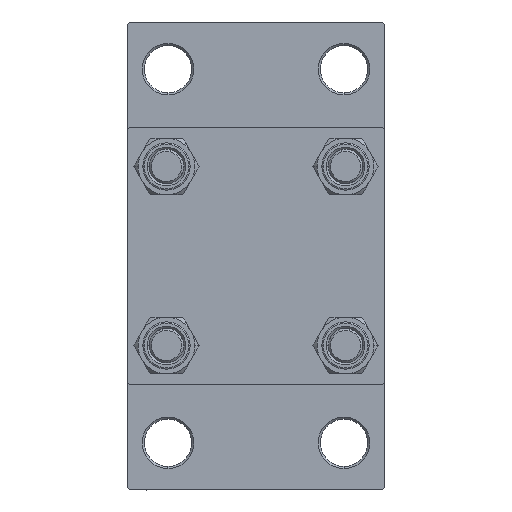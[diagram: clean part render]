
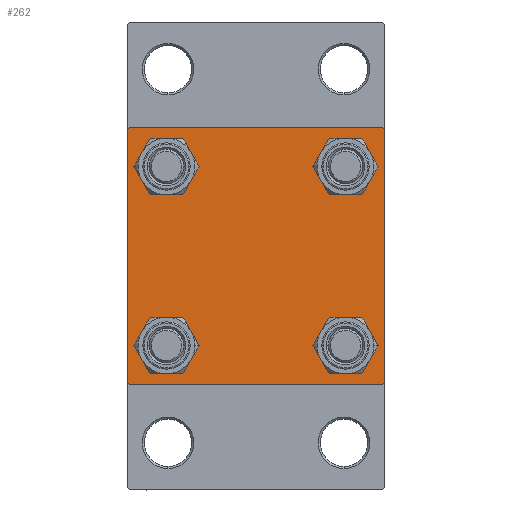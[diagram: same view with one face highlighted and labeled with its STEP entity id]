
A CAD part, left-side view. The second image highlights one B-rep face of the part: STEP entity #262.
In plain terms, the highlighted planar face has unit normal (-1, 0, 0).
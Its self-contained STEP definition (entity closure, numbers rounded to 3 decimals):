
#262 = ADVANCED_FACE ( 'NONE', ( #11659, #27082, #42505, #23284, #38713 ), #4065, .T. ) ;
#1207 = DIRECTION ( 'NONE',  ( 1., 0., 0. ) ) ;
#2203 = LINE ( 'NONE', #39917, #21297 ) ;
#2336 = CIRCLE ( 'NONE', #5548, 4.5 ) ;
#2622 = DIRECTION ( 'NONE',  ( 0., 0., 1. ) ) ;
#3075 = DIRECTION ( 'NONE',  ( 0., 0.707, -0.707 ) ) ;
#3220 = VECTOR ( 'NONE', #3075, 1000. ) ;
#3514 = EDGE_CURVE ( 'NONE', #8728, #18400, #32167, .T. ) ;
#3584 = EDGE_LOOP ( 'NONE', ( #39136, #16550, #8718, #11600, #10727, #16141, #35260, #43633 ) ) ;
#3608 = CIRCLE ( 'NONE', #28677, 4.5 ) ;
#4048 = EDGE_CURVE ( 'NONE', #12284, #39756, #7981, .T. ) ;
#4065 = PLANE ( 'NONE',  #7845 ) ;
#4374 = EDGE_CURVE ( 'NONE', #17137, #43610, #43527, .T. ) ;
#4807 = CIRCLE ( 'NONE', #41933, 4.5 ) ;
#5148 = CARTESIAN_POINT ( 'NONE',  ( 0., -20.85, 16.35 ) ) ;
#5316 = CARTESIAN_POINT ( 'NONE',  ( 0., -20.85, 20.85 ) ) ;
#5373 = ORIENTED_EDGE ( 'NONE', *, *, #41244, .T. ) ;
#5462 = CARTESIAN_POINT ( 'NONE',  ( 0., -30., 29.5 ) ) ;
#5548 = AXIS2_PLACEMENT_3D ( 'NONE', #43580, #47383, #17034 ) ;
#5826 = VECTOR ( 'NONE', #12438, 1000. ) ;
#5981 = CARTESIAN_POINT ( 'NONE',  ( 0., 29.5, 30. ) ) ;
#6230 = EDGE_CURVE ( 'NONE', #34095, #8728, #37981, .T. ) ;
#6940 = ORIENTED_EDGE ( 'NONE', *, *, #20398, .T. ) ;
#7079 = VERTEX_POINT ( 'NONE', #40844 ) ;
#7845 = AXIS2_PLACEMENT_3D ( 'NONE', #46052, #27337, #19507 ) ;
#7907 = CARTESIAN_POINT ( 'NONE',  ( 0., -20.85, -20.85 ) ) ;
#7981 = CIRCLE ( 'NONE', #46779, 4.5 ) ;
#8130 = CARTESIAN_POINT ( 'NONE',  ( 0., 29.75, -29.75 ) ) ;
#8650 = VERTEX_POINT ( 'NONE', #17992 ) ;
#8718 = ORIENTED_EDGE ( 'NONE', *, *, #20936, .T. ) ;
#8728 = VERTEX_POINT ( 'NONE', #43933 ) ;
#9071 = LINE ( 'NONE', #24502, #31088 ) ;
#9261 = AXIS2_PLACEMENT_3D ( 'NONE', #27581, #46033, #14939 ) ;
#9891 = ORIENTED_EDGE ( 'NONE', *, *, #4374, .T. ) ;
#10440 = ORIENTED_EDGE ( 'NONE', *, *, #27402, .T. ) ;
#10604 = VECTOR ( 'NONE', #41656, 1000. ) ;
#10727 = ORIENTED_EDGE ( 'NONE', *, *, #12479, .F. ) ;
#10884 = CIRCLE ( 'NONE', #44785, 4.5 ) ;
#11564 = LINE ( 'NONE', #15350, #46104 ) ;
#11600 = ORIENTED_EDGE ( 'NONE', *, *, #24543, .T. ) ;
#11659 = FACE_BOUND ( 'NONE', #12891, .T. ) ;
#11936 = EDGE_LOOP ( 'NONE', ( #39942, #5373 ) ) ;
#12032 = VERTEX_POINT ( 'NONE', #5148 ) ;
#12284 = VERTEX_POINT ( 'NONE', #22811 ) ;
#12289 = CARTESIAN_POINT ( 'NONE',  ( 0., -20.85, 25.35 ) ) ;
#12438 = DIRECTION ( 'NONE',  ( 0., -0.707, -0.707 ) ) ;
#12479 = EDGE_CURVE ( 'NONE', #37923, #7079, #14358, .T. ) ;
#12608 = DIRECTION ( 'NONE',  ( 0., 0., 1. ) ) ;
#12857 = CARTESIAN_POINT ( 'NONE',  ( 0., 20.85, 20.85 ) ) ;
#12891 = EDGE_LOOP ( 'NONE', ( #23764, #18313 ) ) ;
#13494 = CARTESIAN_POINT ( 'NONE',  ( 0., 20.85, -16.35 ) ) ;
#14188 = EDGE_CURVE ( 'NONE', #18400, #23864, #42774, .T. ) ;
#14358 = LINE ( 'NONE', #37865, #10604 ) ;
#14939 = DIRECTION ( 'NONE',  ( 0., 0., 1. ) ) ;
#15341 = CARTESIAN_POINT ( 'NONE',  ( 0., -20.85, -25.35 ) ) ;
#15350 = CARTESIAN_POINT ( 'NONE',  ( 0., 30., 30. ) ) ;
#16141 = ORIENTED_EDGE ( 'NONE', *, *, #21062, .T. ) ;
#16550 = ORIENTED_EDGE ( 'NONE', *, *, #14188, .T. ) ;
#17008 = CARTESIAN_POINT ( 'NONE',  ( 0., 30., 30. ) ) ;
#17034 = DIRECTION ( 'NONE',  ( 0., 0., 1. ) ) ;
#17137 = VERTEX_POINT ( 'NONE', #35535 ) ;
#17992 = CARTESIAN_POINT ( 'NONE',  ( 0., -29.5, -30. ) ) ;
#18313 = ORIENTED_EDGE ( 'NONE', *, *, #47571, .T. ) ;
#18400 = VERTEX_POINT ( 'NONE', #37573 ) ;
#19507 = DIRECTION ( 'NONE',  ( 0., 0., 1. ) ) ;
#20398 = EDGE_CURVE ( 'NONE', #35540, #29419, #3608, .T. ) ;
#20456 = DIRECTION ( 'NONE',  ( 0., -0.707, 0.707 ) ) ;
#20603 = EDGE_LOOP ( 'NONE', ( #21069, #9891 ) ) ;
#20936 = EDGE_CURVE ( 'NONE', #23864, #8650, #9071, .T. ) ;
#21062 = EDGE_CURVE ( 'NONE', #37923, #30172, #37605, .T. ) ;
#21069 = ORIENTED_EDGE ( 'NONE', *, *, #27510, .T. ) ;
#21297 = VECTOR ( 'NONE', #20456, 1000. ) ;
#21858 = DIRECTION ( 'NONE',  ( 1., 0., 0. ) ) ;
#22811 = CARTESIAN_POINT ( 'NONE',  ( 0., 20.85, 25.35 ) ) ;
#23284 = FACE_BOUND ( 'NONE', #11936, .T. ) ;
#23764 = ORIENTED_EDGE ( 'NONE', *, *, #41962, .T. ) ;
#23864 = VERTEX_POINT ( 'NONE', #32687 ) ;
#24502 = CARTESIAN_POINT ( 'NONE',  ( 0., 30., -30. ) ) ;
#24529 = CARTESIAN_POINT ( 'NONE',  ( 0., 20.85, -20.85 ) ) ;
#24543 = EDGE_CURVE ( 'NONE', #8650, #7079, #2203, .T. ) ;
#26897 = EDGE_LOOP ( 'NONE', ( #6940, #10440 ) ) ;
#27082 = FACE_BOUND ( 'NONE', #26897, .T. ) ;
#27337 = DIRECTION ( 'NONE',  ( -1., 0., 0. ) ) ;
#27402 = EDGE_CURVE ( 'NONE', #29419, #35540, #31055, .T. ) ;
#27449 = AXIS2_PLACEMENT_3D ( 'NONE', #5316, #28833, #28588 ) ;
#27510 = EDGE_CURVE ( 'NONE', #43610, #17137, #10884, .T. ) ;
#27581 = CARTESIAN_POINT ( 'NONE',  ( 0., -20.85, -20.85 ) ) ;
#28588 = DIRECTION ( 'NONE',  ( 0., 0., 1. ) ) ;
#28677 = AXIS2_PLACEMENT_3D ( 'NONE', #7907, #35737, #31176 ) ;
#28833 = DIRECTION ( 'NONE',  ( 1., 0., 0. ) ) ;
#29419 = VERTEX_POINT ( 'NONE', #15341 ) ;
#29436 = CARTESIAN_POINT ( 'NONE',  ( 0., 20.85, 20.85 ) ) ;
#29901 = CARTESIAN_POINT ( 'NONE',  ( 0., 29.75, 29.75 ) ) ;
#30172 = VERTEX_POINT ( 'NONE', #34625 ) ;
#31055 = CIRCLE ( 'NONE', #9261, 4.5 ) ;
#31088 = VECTOR ( 'NONE', #39928, 1000. ) ;
#31176 = DIRECTION ( 'NONE',  ( 0., 0., 1. ) ) ;
#32167 = LINE ( 'NONE', #17008, #47581 ) ;
#32687 = CARTESIAN_POINT ( 'NONE',  ( 0., 29.5, -30. ) ) ;
#33931 = CARTESIAN_POINT ( 'NONE',  ( 0., -20.85, -16.35 ) ) ;
#34095 = VERTEX_POINT ( 'NONE', #5981 ) ;
#34323 = VERTEX_POINT ( 'NONE', #12289 ) ;
#34625 = CARTESIAN_POINT ( 'NONE',  ( 0., -29.5, 30. ) ) ;
#34789 = CARTESIAN_POINT ( 'NONE',  ( 0., 20.85, 16.35 ) ) ;
#35260 = ORIENTED_EDGE ( 'NONE', *, *, #44588, .F. ) ;
#35396 = DIRECTION ( 'NONE',  ( 1., 0., 0. ) ) ;
#35528 = CIRCLE ( 'NONE', #27449, 4.5 ) ;
#35535 = CARTESIAN_POINT ( 'NONE',  ( 0., 20.85, -25.35 ) ) ;
#35540 = VERTEX_POINT ( 'NONE', #33931 ) ;
#35737 = DIRECTION ( 'NONE',  ( 1., 0., 0. ) ) ;
#37573 = CARTESIAN_POINT ( 'NONE',  ( 0., 30., -29.5 ) ) ;
#37605 = LINE ( 'NONE', #38115, #40763 ) ;
#37865 = CARTESIAN_POINT ( 'NONE',  ( 0., -30., 30. ) ) ;
#37923 = VERTEX_POINT ( 'NONE', #5462 ) ;
#37981 = LINE ( 'NONE', #29901, #3220 ) ;
#38115 = CARTESIAN_POINT ( 'NONE',  ( 0., -29.75, 29.75 ) ) ;
#38361 = DIRECTION ( 'NONE',  ( 0., -1., 0. ) ) ;
#38713 = FACE_OUTER_BOUND ( 'NONE', #3584, .T. ) ;
#39136 = ORIENTED_EDGE ( 'NONE', *, *, #3514, .T. ) ;
#39709 = DIRECTION ( 'NONE',  ( 0., 0., 1. ) ) ;
#39756 = VERTEX_POINT ( 'NONE', #34789 ) ;
#39917 = CARTESIAN_POINT ( 'NONE',  ( 0., -29.75, -29.75 ) ) ;
#39928 = DIRECTION ( 'NONE',  ( 0., -1., 0. ) ) ;
#39942 = ORIENTED_EDGE ( 'NONE', *, *, #4048, .T. ) ;
#40763 = VECTOR ( 'NONE', #45694, 1000. ) ;
#40844 = CARTESIAN_POINT ( 'NONE',  ( 0., -30., -29.5 ) ) ;
#41244 = EDGE_CURVE ( 'NONE', #39756, #12284, #4807, .T. ) ;
#41501 = CARTESIAN_POINT ( 'NONE',  ( 0., 20.85, -20.85 ) ) ;
#41656 = DIRECTION ( 'NONE',  ( 0., 0., -1. ) ) ;
#41743 = DIRECTION ( 'NONE',  ( 1., 0., 0. ) ) ;
#41933 = AXIS2_PLACEMENT_3D ( 'NONE', #12857, #1207, #12608 ) ;
#41962 = EDGE_CURVE ( 'NONE', #34323, #12032, #35528, .T. ) ;
#42505 = FACE_BOUND ( 'NONE', #20603, .T. ) ;
#42774 = LINE ( 'NONE', #8130, #5826 ) ;
#43527 = CIRCLE ( 'NONE', #49983, 4.5 ) ;
#43580 = CARTESIAN_POINT ( 'NONE',  ( 0., -20.85, 20.85 ) ) ;
#43610 = VERTEX_POINT ( 'NONE', #13494 ) ;
#43633 = ORIENTED_EDGE ( 'NONE', *, *, #6230, .T. ) ;
#43933 = CARTESIAN_POINT ( 'NONE',  ( 0., 30., 29.5 ) ) ;
#44055 = DIRECTION ( 'NONE',  ( 0., 0., -1. ) ) ;
#44588 = EDGE_CURVE ( 'NONE', #34095, #30172, #11564, .T. ) ;
#44785 = AXIS2_PLACEMENT_3D ( 'NONE', #24529, #35396, #39709 ) ;
#45694 = DIRECTION ( 'NONE',  ( 0., 0.707, 0.707 ) ) ;
#46033 = DIRECTION ( 'NONE',  ( 1., 0., 0. ) ) ;
#46052 = CARTESIAN_POINT ( 'NONE',  ( 0., 0., 0. ) ) ;
#46104 = VECTOR ( 'NONE', #38361, 1000. ) ;
#46779 = AXIS2_PLACEMENT_3D ( 'NONE', #29436, #21858, #2622 ) ;
#47383 = DIRECTION ( 'NONE',  ( 1., 0., 0. ) ) ;
#47571 = EDGE_CURVE ( 'NONE', #12032, #34323, #2336, .T. ) ;
#47581 = VECTOR ( 'NONE', #44055, 1000. ) ;
#49096 = DIRECTION ( 'NONE',  ( 0., 0., 1. ) ) ;
#49983 = AXIS2_PLACEMENT_3D ( 'NONE', #41501, #41743, #49096 ) ;
